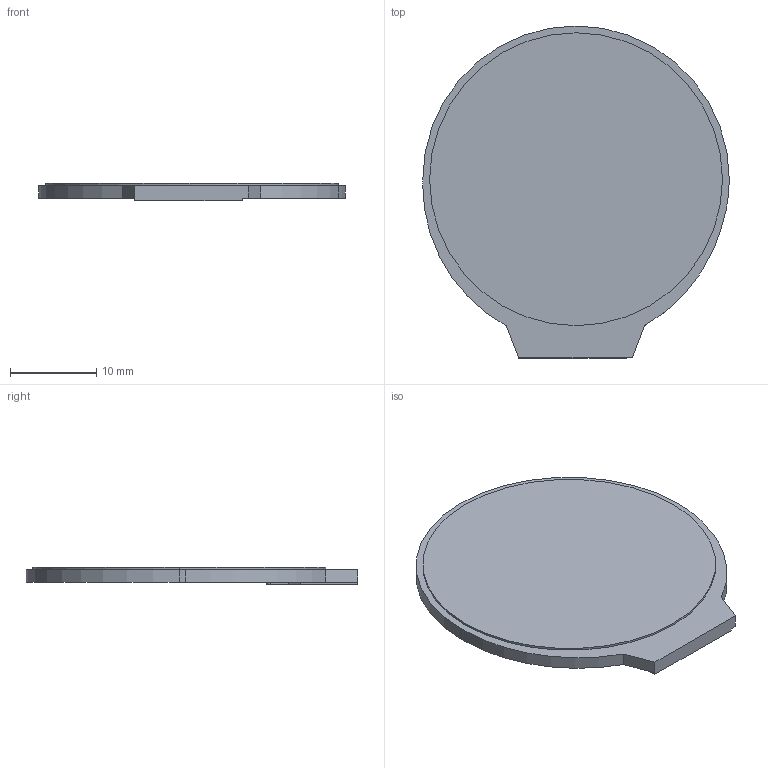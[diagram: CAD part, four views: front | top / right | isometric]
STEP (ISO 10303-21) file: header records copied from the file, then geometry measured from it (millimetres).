
FILE_DESCRIPTION (( 'STEP AP214' ), '1' );
FILE_NAME ('LH128R.STEP', '2022-02-26T22:05:27', ( '' ), ( '' ), 'SwSTEP 2.0', 'SolidWorks 2021', '' );
FILE_SCHEMA (( 'AUTOMOTIVE_DESIGN' ));
Length unit declared in the file: millimetre
Products named in the file (1): LH128R
Bounding box: 35.61 x 38.56 x 2.01 mm (x, y, z)
Volume: 1854.9 mm3; surface area: 2345.1 mm2
Topology: 1 solids, 1 shells, 32 faces, 80 edges, 53 vertices
Faces by surface type: plane 18, cylinder 14
Entity records: 1053 total; most frequent: DIRECTION 174, CARTESIAN_POINT 166, ORIENTED_EDGE 160, EDGE_CURVE 80, AXIS2_PLACEMENT_3D 61, VERTEX_POINT 53, VECTOR 52, LINE 52
